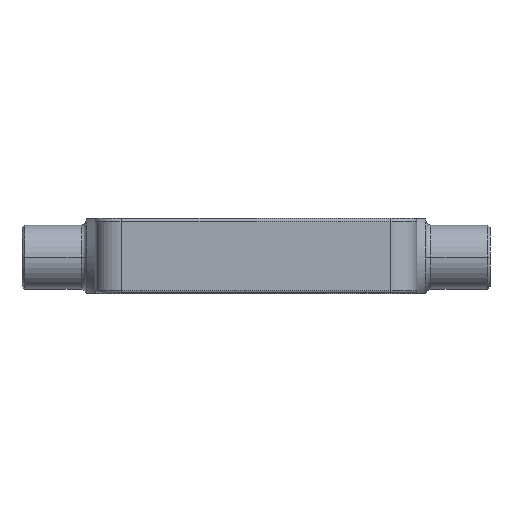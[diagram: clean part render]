
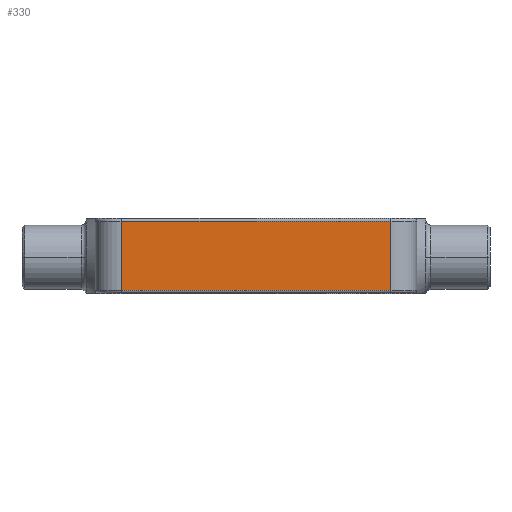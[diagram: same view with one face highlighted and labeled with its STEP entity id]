
A CAD part, top view. The second image highlights one B-rep face of the part: STEP entity #330.
In plain terms, the highlighted planar face has unit normal (0, 0, 1).
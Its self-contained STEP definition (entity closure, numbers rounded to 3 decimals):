
#5 = CARTESIAN_POINT ( 'NONE',  ( -52.5, 27.95, 62.5 ) ) ;
#25 = CARTESIAN_POINT ( 'NONE',  ( -52.5, 29., 62.5 ) ) ;
#120 = ORIENTED_EDGE ( 'NONE', *, *, #1848, .T. ) ;
#240 = CARTESIAN_POINT ( 'NONE',  ( 52.5, 27.95, 62.5 ) ) ;
#297 = CARTESIAN_POINT ( 'NONE',  ( 52.5, 1.05, 62.5 ) ) ;
#327 = CARTESIAN_POINT ( 'NONE',  ( 52.5, 29., 62.5 ) ) ;
#330 = ADVANCED_FACE ( 'NONE', ( #1719 ), #2303, .F. ) ;
#600 = VERTEX_POINT ( 'NONE', #1760 ) ;
#615 = DIRECTION ( 'NONE',  ( -1., 0., 0. ) ) ;
#654 = ORIENTED_EDGE ( 'NONE', *, *, #2255, .T. ) ;
#693 = EDGE_CURVE ( 'NONE', #1758, #1046, #1392, .T. ) ;
#771 = LINE ( 'NONE', #1450, #1779 ) ;
#879 = DIRECTION ( 'NONE',  ( 0., -1., 0. ) ) ;
#922 = CARTESIAN_POINT ( 'NONE',  ( -52.5, 1.05, 62.5 ) ) ;
#981 = EDGE_LOOP ( 'NONE', ( #1067, #654, #120, #2075 ) ) ;
#991 = LINE ( 'NONE', #922, #1561 ) ;
#1046 = VERTEX_POINT ( 'NONE', #297 ) ;
#1067 = ORIENTED_EDGE ( 'NONE', *, *, #693, .F. ) ;
#1116 = VERTEX_POINT ( 'NONE', #1482 ) ;
#1156 = EDGE_CURVE ( 'NONE', #600, #1046, #991, .T. ) ;
#1163 = DIRECTION ( 'NONE',  ( 0., -1., 0. ) ) ;
#1322 = VECTOR ( 'NONE', #1163, 1000. ) ;
#1392 = LINE ( 'NONE', #327, #1322 ) ;
#1450 = CARTESIAN_POINT ( 'NONE',  ( -52.5, 29., 62.5 ) ) ;
#1482 = CARTESIAN_POINT ( 'NONE',  ( -52.5, 27.95, 62.5 ) ) ;
#1483 = AXIS2_PLACEMENT_3D ( 'NONE', #25, #2172, #2086 ) ;
#1561 = VECTOR ( 'NONE', #2284, 1000. ) ;
#1719 = FACE_OUTER_BOUND ( 'NONE', #981, .T. ) ;
#1758 = VERTEX_POINT ( 'NONE', #240 ) ;
#1760 = CARTESIAN_POINT ( 'NONE',  ( -52.5, 1.05, 62.5 ) ) ;
#1779 = VECTOR ( 'NONE', #879, 1000. ) ;
#1848 = EDGE_CURVE ( 'NONE', #1116, #600, #771, .T. ) ;
#1897 = VECTOR ( 'NONE', #615, 1000. ) ;
#2075 = ORIENTED_EDGE ( 'NONE', *, *, #1156, .T. ) ;
#2086 = DIRECTION ( 'NONE',  ( -1., 0., 0. ) ) ;
#2172 = DIRECTION ( 'NONE',  ( 0., 0., -1. ) ) ;
#2255 = EDGE_CURVE ( 'NONE', #1758, #1116, #2426, .T. ) ;
#2284 = DIRECTION ( 'NONE',  ( 1., 0., 0. ) ) ;
#2303 = PLANE ( 'NONE',  #1483 ) ;
#2426 = LINE ( 'NONE', #5, #1897 ) ;
